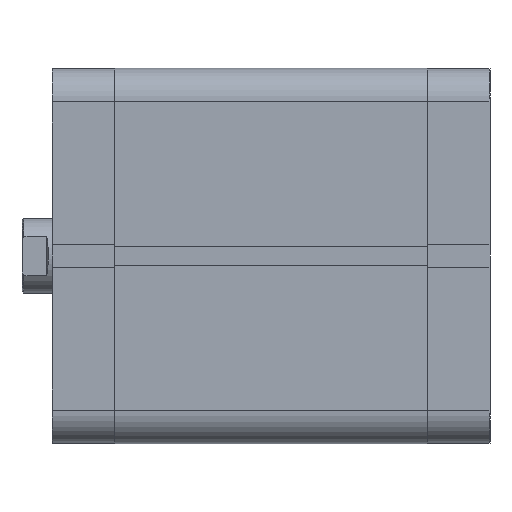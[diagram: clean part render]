
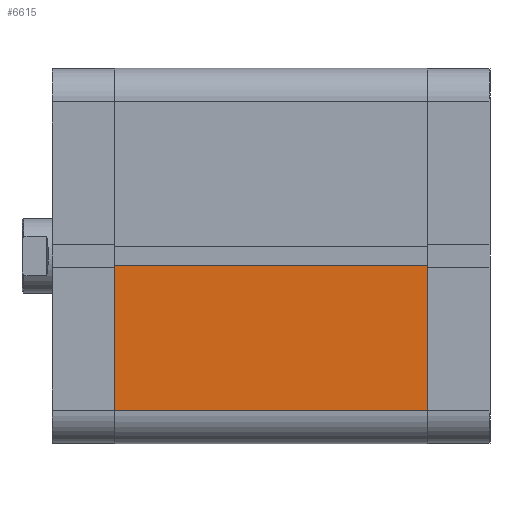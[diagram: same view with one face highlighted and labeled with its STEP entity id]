
A CAD part, front view. The second image highlights one B-rep face of the part: STEP entity #6615.
In plain terms, the highlighted face is planar.
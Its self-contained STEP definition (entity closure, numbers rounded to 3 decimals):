
#6 = VERTEX_POINT ( 'NONE', #1696 ) ;
#7 = VERTEX_POINT ( 'NONE', #18 ) ;
#18 = CARTESIAN_POINT ( 'NONE',  ( 50., -2.6, 0. ) ) ;
#25 = VERTEX_POINT ( 'NONE', #1710 ) ;
#421 = EDGE_LOOP ( 'NONE', ( #2832, #2831, #2830, #2829 ) ) ;
#864 = VERTEX_POINT ( 'NONE', #2068 ) ;
#1696 = CARTESIAN_POINT ( 'NONE',  ( 50., -2.6, 83.5 ) ) ;
#1710 = CARTESIAN_POINT ( 'NONE',  ( 50., -41., 83.5 ) ) ;
#2068 = CARTESIAN_POINT ( 'NONE',  ( 50., -41., 0. ) ) ;
#2829 = ORIENTED_EDGE ( 'NONE', *, *, #5932, .T. ) ;
#2830 = ORIENTED_EDGE ( 'NONE', *, *, #5875, .F. ) ;
#2831 = ORIENTED_EDGE ( 'NONE', *, *, #5931, .F. ) ;
#2832 = ORIENTED_EDGE ( 'NONE', *, *, #5964, .T. ) ;
#3674 = LINE ( 'NONE', #4102, #3675 ) ;
#3675 = VECTOR ( 'NONE', #4103, 1000. ) ;
#3764 = LINE ( 'NONE', #4229, #3772 ) ;
#3765 = LINE ( 'NONE', #4227, #3770 ) ;
#3770 = VECTOR ( 'NONE', #4230, 1000. ) ;
#3772 = VECTOR ( 'NONE', #4232, 1000. ) ;
#3800 = LINE ( 'NONE', #4304, #3809 ) ;
#3809 = VECTOR ( 'NONE', #4305, 1000. ) ;
#4102 = CARTESIAN_POINT ( 'NONE',  ( 50., -2.6, 83.5 ) ) ;
#4103 = DIRECTION ( 'NONE',  ( 0., 1., 0. ) ) ;
#4227 = CARTESIAN_POINT ( 'NONE',  ( 50., -2.6, 83.5 ) ) ;
#4229 = CARTESIAN_POINT ( 'NONE',  ( 50., -41., 83.5 ) ) ;
#4230 = DIRECTION ( 'NONE',  ( 0., 0., -1. ) ) ;
#4232 = DIRECTION ( 'NONE',  ( 0., 0., -1. ) ) ;
#4304 = CARTESIAN_POINT ( 'NONE',  ( 50., -2.6, 0. ) ) ;
#4305 = DIRECTION ( 'NONE',  ( 0., 1., 0. ) ) ;
#4969 = PLANE ( 'NONE',  #6332 ) ;
#4972 = CARTESIAN_POINT ( 'NONE',  ( 50., -2.6, 83.5 ) ) ;
#4978 = DIRECTION ( 'NONE',  ( -1., 0., 0. ) ) ;
#4979 = DIRECTION ( 'NONE',  ( 0., -1., 0. ) ) ;
#5393 = FACE_OUTER_BOUND ( 'NONE', #421, .T. ) ;
#5875 = EDGE_CURVE ( 'NONE', #25, #6, #3674, .T. ) ;
#5931 = EDGE_CURVE ( 'NONE', #6, #7, #3765, .T. ) ;
#5932 = EDGE_CURVE ( 'NONE', #25, #864, #3764, .T. ) ;
#5964 = EDGE_CURVE ( 'NONE', #864, #7, #3800, .T. ) ;
#6332 = AXIS2_PLACEMENT_3D ( 'NONE', #4972, #4978, #4979 ) ;
#6615 = ADVANCED_FACE ( 'NONE', ( #5393 ), #4969, .F. ) ;
